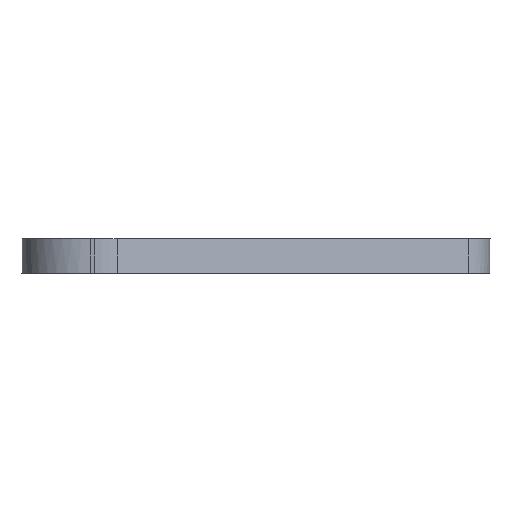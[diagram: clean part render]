
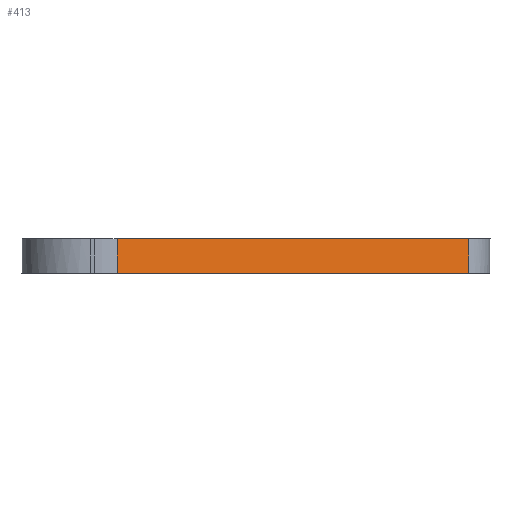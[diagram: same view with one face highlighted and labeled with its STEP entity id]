
A CAD part, left-side view. The second image highlights one B-rep face of the part: STEP entity #413.
In plain terms, the highlighted free-form (B-spline) face has degree [1, 1] with [2, 2] control points.
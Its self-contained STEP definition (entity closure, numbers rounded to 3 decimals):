
#9 = ORIENTED_EDGE ( 'NONE', *, *, #100, .T. ) ;
#23 = CARTESIAN_POINT ( 'NONE',  ( 421725.096, 8251.913, 0. ) ) ;
#40 = B_SPLINE_CURVE_WITH_KNOTS ( 'NONE', 3,
 ( #308, #675, #798, #612 ),
 .UNSPECIFIED., .F., .F.,
 ( 4, 4 ),
 ( 0., 1. ),
 .UNSPECIFIED. ) ;
#60 = VERTEX_POINT ( 'NONE', #650 ) ;
#100 = EDGE_CURVE ( 'NONE', #60, #541, #166, .T. ) ;
#122 = CARTESIAN_POINT ( 'NONE',  ( 421725.096, 8251.913, -8. ) ) ;
#139 = B_SPLINE_CURVE_WITH_KNOTS ( 'NONE', 1,
 ( #473, #415 ),
 .UNSPECIFIED., .F., .F.,
 ( 2, 2 ),
 ( 0., 1. ),
 .UNSPECIFIED. ) ;
#158 = VERTEX_POINT ( 'NONE', #122 ) ;
#166 = B_SPLINE_CURVE_WITH_KNOTS ( 'NONE', 1,
 ( #538, #351 ),
 .UNSPECIFIED., .F., .F.,
 ( 2, 2 ),
 ( 0., 1. ),
 .UNSPECIFIED. ) ;
#193 = B_SPLINE_SURFACE_WITH_KNOTS ( 'NONE', 1, 1, ( 
 ( #318, #397 ),
 ( #571, #23 ) ),
 .UNSPECIFIED., .F., .F., .F.,
 ( 2, 2 ),
 ( 2, 2 ),
 ( 0., 1. ),
 ( 0., 1. ),
 .UNSPECIFIED. ) ;
#204 = EDGE_CURVE ( 'NONE', #490, #158, #40, .T. ) ;
#207 = B_SPLINE_CURVE_WITH_KNOTS ( 'NONE', 1,
 ( #546, #671 ),
 .UNSPECIFIED., .F., .F.,
 ( 2, 2 ),
 ( -1., 0. ),
 .UNSPECIFIED. ) ;
#251 = ORIENTED_EDGE ( 'NONE', *, *, #204, .F. ) ;
#276 = ORIENTED_EDGE ( 'NONE', *, *, #640, .F. ) ;
#308 = CARTESIAN_POINT ( 'NONE',  ( 421755.115, 8169.437, -8. ) ) ;
#318 = CARTESIAN_POINT ( 'NONE',  ( 421755.115, 8169.437, -8. ) ) ;
#351 = CARTESIAN_POINT ( 'NONE',  ( 421725.096, 8251.913, 0. ) ) ;
#397 = CARTESIAN_POINT ( 'NONE',  ( 421755.115, 8169.437, 0. ) ) ;
#401 = CARTESIAN_POINT ( 'NONE',  ( 421755.115, 8169.437, -8. ) ) ;
#413 = ADVANCED_FACE ( 'NONE', ( #754 ), #193, .F. ) ;
#415 = CARTESIAN_POINT ( 'NONE',  ( 421725.096, 8251.913, -8. ) ) ;
#473 = CARTESIAN_POINT ( 'NONE',  ( 421725.096, 8251.913, 0. ) ) ;
#490 = VERTEX_POINT ( 'NONE', #401 ) ;
#538 = CARTESIAN_POINT ( 'NONE',  ( 421755.115, 8169.437, 0. ) ) ;
#541 = VERTEX_POINT ( 'NONE', #589 ) ;
#546 = CARTESIAN_POINT ( 'NONE',  ( 421755.115, 8169.437, 0. ) ) ;
#554 = EDGE_LOOP ( 'NONE', ( #727, #251, #276, #9 ) ) ;
#571 = CARTESIAN_POINT ( 'NONE',  ( 421725.096, 8251.913, -8. ) ) ;
#589 = CARTESIAN_POINT ( 'NONE',  ( 421725.096, 8251.913, 0. ) ) ;
#601 = EDGE_CURVE ( 'NONE', #541, #158, #139, .T. ) ;
#612 = CARTESIAN_POINT ( 'NONE',  ( 421725.096, 8251.913, -8. ) ) ;
#640 = EDGE_CURVE ( 'NONE', #60, #490, #207, .T. ) ;
#650 = CARTESIAN_POINT ( 'NONE',  ( 421755.115, 8169.437, 0. ) ) ;
#671 = CARTESIAN_POINT ( 'NONE',  ( 421755.115, 8169.437, -8. ) ) ;
#675 = CARTESIAN_POINT ( 'NONE',  ( 421745.109, 8196.929, -8. ) ) ;
#727 = ORIENTED_EDGE ( 'NONE', *, *, #601, .T. ) ;
#754 = FACE_OUTER_BOUND ( 'NONE', #554, .T. ) ;
#798 = CARTESIAN_POINT ( 'NONE',  ( 421735.102, 8224.421, -8. ) ) ;
